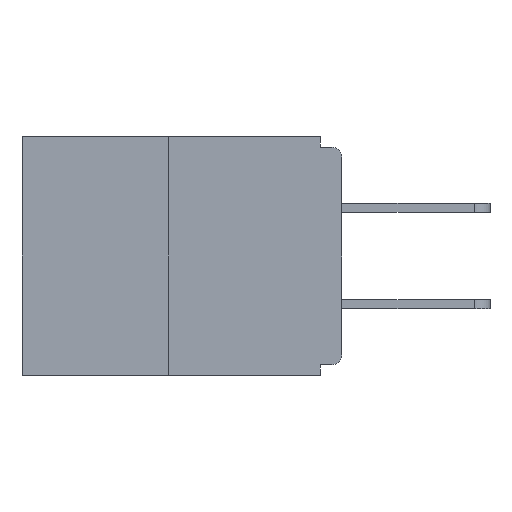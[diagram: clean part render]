
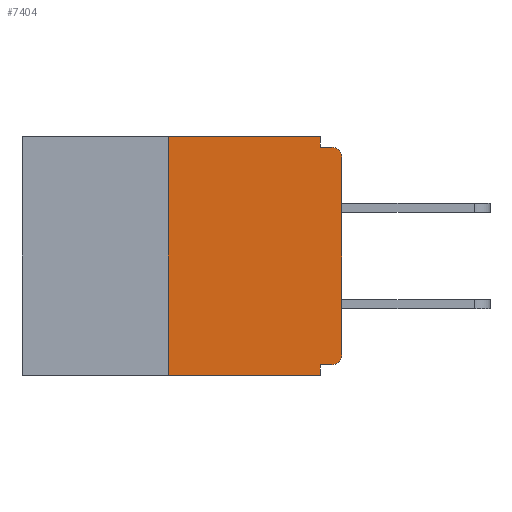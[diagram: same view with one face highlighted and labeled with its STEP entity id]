
A CAD part, left-side view. The second image highlights one B-rep face of the part: STEP entity #7404.
In plain terms, the highlighted planar face has unit normal (-1, 0, 0).
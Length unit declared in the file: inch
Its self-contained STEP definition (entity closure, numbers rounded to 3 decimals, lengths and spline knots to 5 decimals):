
#28 = EDGE_CURVE ( 'NONE', #1187, #1088, #26820, .T. ) ;
#263 = EDGE_CURVE ( 'NONE', #24628, #28901, #19132, .T. ) ;
#770 = CARTESIAN_POINT ( 'NONE',  ( 0., 0., -0.313 ) ) ;
#827 = CARTESIAN_POINT ( 'NONE',  ( 0., 0.031, -0.343 ) ) ;
#890 = EDGE_CURVE ( 'NONE', #27082, #27316, #18424, .T. ) ;
#1088 = VERTEX_POINT ( 'NONE', #19141 ) ;
#1187 = VERTEX_POINT ( 'NONE', #5882 ) ;
#1296 = VECTOR ( 'NONE', #15542, 39.37008 ) ;
#1618 = DIRECTION ( 'NONE',  ( -1., 0., 0. ) ) ;
#2004 = CIRCLE ( 'NONE', #10980, 0.015 ) ;
#2136 = LINE ( 'NONE', #2154, #26212 ) ;
#2154 = CARTESIAN_POINT ( 'NONE',  ( 0., 0., -0.015 ) ) ;
#2263 = ORIENTED_EDGE ( 'NONE', *, *, #30103, .T. ) ;
#3053 = DIRECTION ( 'NONE',  ( 0., 1., 0. ) ) ;
#3692 = ORIENTED_EDGE ( 'NONE', *, *, #11676, .T. ) ;
#5882 = CARTESIAN_POINT ( 'NONE',  ( 0., 0.25, -0.343 ) ) ;
#6957 = CARTESIAN_POINT ( 'NONE',  ( 0., 0.015, -0.015 ) ) ;
#7176 = ORIENTED_EDGE ( 'NONE', *, *, #22276, .F. ) ;
#7404 = ADVANCED_FACE ( 'NONE', ( #21999 ), #24239, .F. ) ;
#7410 = EDGE_LOOP ( 'NONE', ( #14713, #11473, #2263, #23257, #7176, #30183, #29706, #3692, #19385, #28081 ) ) ;
#8357 = DIRECTION ( 'NONE',  ( 0., 0., 1. ) ) ;
#9642 = LINE ( 'NONE', #28641, #26064 ) ;
#9715 = VERTEX_POINT ( 'NONE', #17483 ) ;
#10273 = CARTESIAN_POINT ( 'NONE',  ( 0., 0.46, 0. ) ) ;
#10956 = EDGE_CURVE ( 'NONE', #9715, #17417, #2004, .T. ) ;
#10980 = AXIS2_PLACEMENT_3D ( 'NONE', #18079, #17985, #29777 ) ;
#11327 = CARTESIAN_POINT ( 'NONE',  ( 0., 0.031, 0. ) ) ;
#11473 = ORIENTED_EDGE ( 'NONE', *, *, #28, .F. ) ;
#11676 = EDGE_CURVE ( 'NONE', #27014, #28515, #24944, .T. ) ;
#12155 = CARTESIAN_POINT ( 'NONE',  ( 0., 0.031, -0.343 ) ) ;
#12649 = DIRECTION ( 'NONE',  ( 0., 0., -1. ) ) ;
#12825 = CARTESIAN_POINT ( 'NONE',  ( 0., 0.46, -0.343 ) ) ;
#13806 = DIRECTION ( 'NONE',  ( 0., -1., 0. ) ) ;
#14097 = VECTOR ( 'NONE', #15066, 39.37008 ) ;
#14713 = ORIENTED_EDGE ( 'NONE', *, *, #20764, .F. ) ;
#15066 = DIRECTION ( 'NONE',  ( 0., -1., 0. ) ) ;
#15402 = CARTESIAN_POINT ( 'NONE',  ( 0., 0.015, -0.03 ) ) ;
#15542 = DIRECTION ( 'NONE',  ( 0., 0., -1. ) ) ;
#15983 = LINE ( 'NONE', #24695, #25081 ) ;
#17376 = EDGE_CURVE ( 'NONE', #17417, #27014, #19769, .T. ) ;
#17417 = VERTEX_POINT ( 'NONE', #770 ) ;
#17483 = CARTESIAN_POINT ( 'NONE',  ( 0., 0.015, -0.328 ) ) ;
#17831 = DIRECTION ( 'NONE',  ( 0., 0., -1. ) ) ;
#17985 = DIRECTION ( 'NONE',  ( -1., 0., 0. ) ) ;
#18079 = CARTESIAN_POINT ( 'NONE',  ( 0., 0.015, -0.313 ) ) ;
#18327 = VECTOR ( 'NONE', #23885, 39.37008 ) ;
#18424 = LINE ( 'NONE', #11327, #1296 ) ;
#19132 = LINE ( 'NONE', #827, #24971 ) ;
#19140 = LINE ( 'NONE', #12825, #14097 ) ;
#19141 = CARTESIAN_POINT ( 'NONE',  ( 0., 0.25, 0. ) ) ;
#19385 = ORIENTED_EDGE ( 'NONE', *, *, #27875, .F. ) ;
#19769 = LINE ( 'NONE', #26246, #18327 ) ;
#20764 = EDGE_CURVE ( 'NONE', #1088, #27082, #15983, .T. ) ;
#21798 = CARTESIAN_POINT ( 'NONE',  ( 0., 0., -0.03 ) ) ;
#21999 = FACE_OUTER_BOUND ( 'NONE', #7410, .T. ) ;
#22027 = DIRECTION ( 'NONE',  ( 0., -1., 0. ) ) ;
#22276 = EDGE_CURVE ( 'NONE', #9715, #24628, #9642, .T. ) ;
#23257 = ORIENTED_EDGE ( 'NONE', *, *, #263, .F. ) ;
#23515 = VECTOR ( 'NONE', #8357, 39.37008 ) ;
#23885 = DIRECTION ( 'NONE',  ( 0., 0., 1. ) ) ;
#24239 = PLANE ( 'NONE',  #26575 ) ;
#24459 = CARTESIAN_POINT ( 'NONE',  ( 0., 0.031, 0. ) ) ;
#24628 = VERTEX_POINT ( 'NONE', #29487 ) ;
#24695 = CARTESIAN_POINT ( 'NONE',  ( 0., 0.46, 0. ) ) ;
#24944 = CIRCLE ( 'NONE', #27401, 0.015 ) ;
#24971 = VECTOR ( 'NONE', #28549, 39.37008 ) ;
#25081 = VECTOR ( 'NONE', #22027, 39.37008 ) ;
#26064 = VECTOR ( 'NONE', #3053, 39.37008 ) ;
#26212 = VECTOR ( 'NONE', #13806, 39.37008 ) ;
#26246 = CARTESIAN_POINT ( 'NONE',  ( 0., 0., 0. ) ) ;
#26575 = AXIS2_PLACEMENT_3D ( 'NONE', #10273, #26608, #12649 ) ;
#26608 = DIRECTION ( 'NONE',  ( 1., 0., 0. ) ) ;
#26820 = LINE ( 'NONE', #29671, #23515 ) ;
#27014 = VERTEX_POINT ( 'NONE', #21798 ) ;
#27082 = VERTEX_POINT ( 'NONE', #24459 ) ;
#27316 = VERTEX_POINT ( 'NONE', #29939 ) ;
#27401 = AXIS2_PLACEMENT_3D ( 'NONE', #15402, #1618, #17831 ) ;
#27875 = EDGE_CURVE ( 'NONE', #27316, #28515, #2136, .T. ) ;
#28081 = ORIENTED_EDGE ( 'NONE', *, *, #890, .F. ) ;
#28515 = VERTEX_POINT ( 'NONE', #6957 ) ;
#28549 = DIRECTION ( 'NONE',  ( 0., 0., -1. ) ) ;
#28641 = CARTESIAN_POINT ( 'NONE',  ( 0., 0., -0.328 ) ) ;
#28901 = VERTEX_POINT ( 'NONE', #12155 ) ;
#29487 = CARTESIAN_POINT ( 'NONE',  ( 0., 0.031, -0.328 ) ) ;
#29671 = CARTESIAN_POINT ( 'NONE',  ( 0., 0.25, 0. ) ) ;
#29706 = ORIENTED_EDGE ( 'NONE', *, *, #17376, .T. ) ;
#29777 = DIRECTION ( 'NONE',  ( 0., 0., -1. ) ) ;
#29939 = CARTESIAN_POINT ( 'NONE',  ( 0., 0.031, -0.015 ) ) ;
#30103 = EDGE_CURVE ( 'NONE', #1187, #28901, #19140, .T. ) ;
#30183 = ORIENTED_EDGE ( 'NONE', *, *, #10956, .T. ) ;
